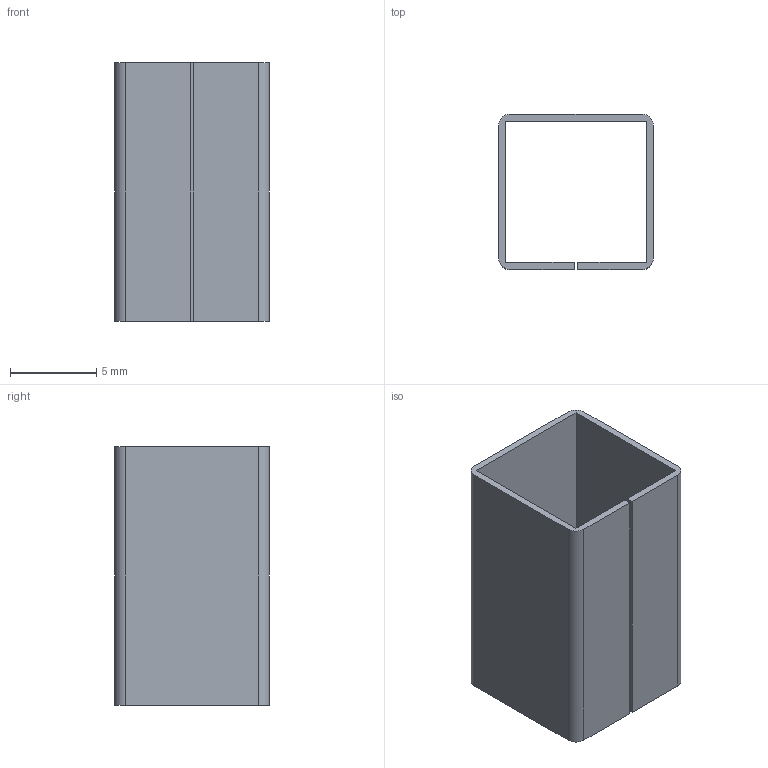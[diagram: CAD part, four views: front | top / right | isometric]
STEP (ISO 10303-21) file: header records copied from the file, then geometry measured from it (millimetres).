
FILE_DESCRIPTION (( 'STEP AP203' ), '1' );
FILE_NAME ('8073.STEP', '2022-07-11T12:46:15', ( '' ), ( '' ), 'SwSTEP 2.0', 'SolidWorks 2018', '' );
FILE_SCHEMA (( 'CONFIG_CONTROL_DESIGN' ));
Length unit declared in the file: millimetre
Products named in the file (1): 8073
Bounding box: 9 x 9 x 15 mm (x, y, z)
Volume: 199.8 mm3; surface area: 1048.2 mm2
Topology: 1 solids, 1 shells, 187 faces, 501 edges, 334 vertices
Faces by surface type: plane 95, bspline 88, cylinder 4
Entity records: 10456 total; most frequent: CARTESIAN_POINT 6295, ORIENTED_EDGE 1002, DIRECTION 533, EDGE_CURVE 501, VERTEX_POINT 334, LINE 317, VECTOR 317, EDGE_LOOP 205
